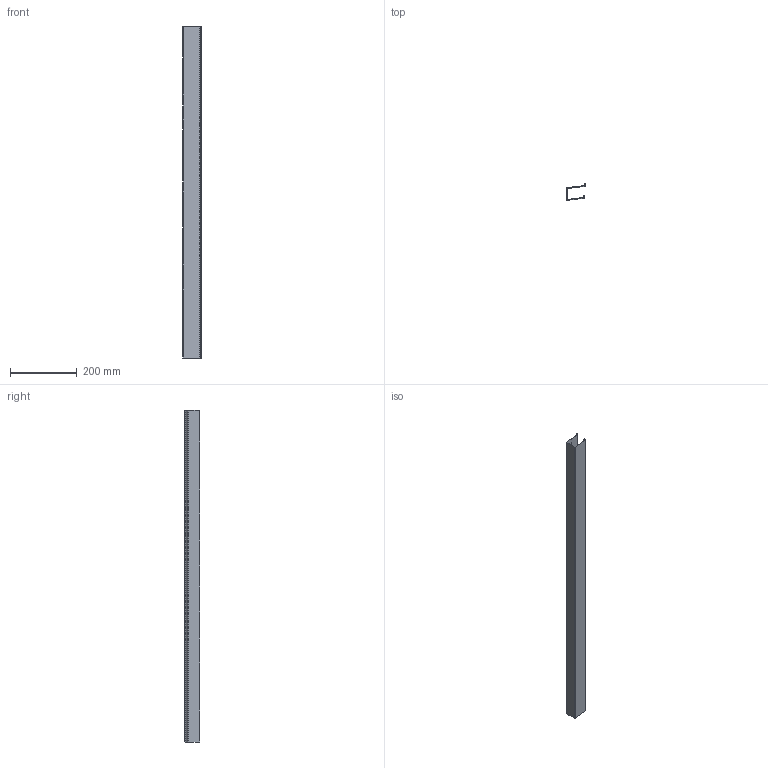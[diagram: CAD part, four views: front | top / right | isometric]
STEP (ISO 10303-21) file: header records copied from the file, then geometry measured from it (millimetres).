
FILE_DESCRIPTION((''),'2;1');
FILE_NAME('20015278P01','2023-06-29T13:41:23',('yogesh.kh'),('Wibe'),'CREO PARAMETRIC BY PTC INC, 2021063','CREO PARAMETRIC BY PTC INC, 2021063','');
FILE_SCHEMA(('CONFIG_CONTROL_DESIGN'));
Length unit declared in the file: millimetre
Products named in the file (1): 20015278P01
Bounding box: 55.2 x 47.79 x 995 mm (x, y, z)
Volume: 118606.4 mm3; surface area: 300235.6 mm2
Topology: 11 solids, 11 shells, 214 faces, 524 edges, 312 vertices
Faces by surface type: plane 126, cylinder 68, bspline 20
Entity records: 7672 total; most frequent: CARTESIAN_POINT 2680, ORIENTED_EDGE 1048, DIRECTION 968, EDGE_CURVE 524, VECTOR 388, LINE 388, VERTEX_POINT 312, AXIS2_PLACEMENT_3D 290
